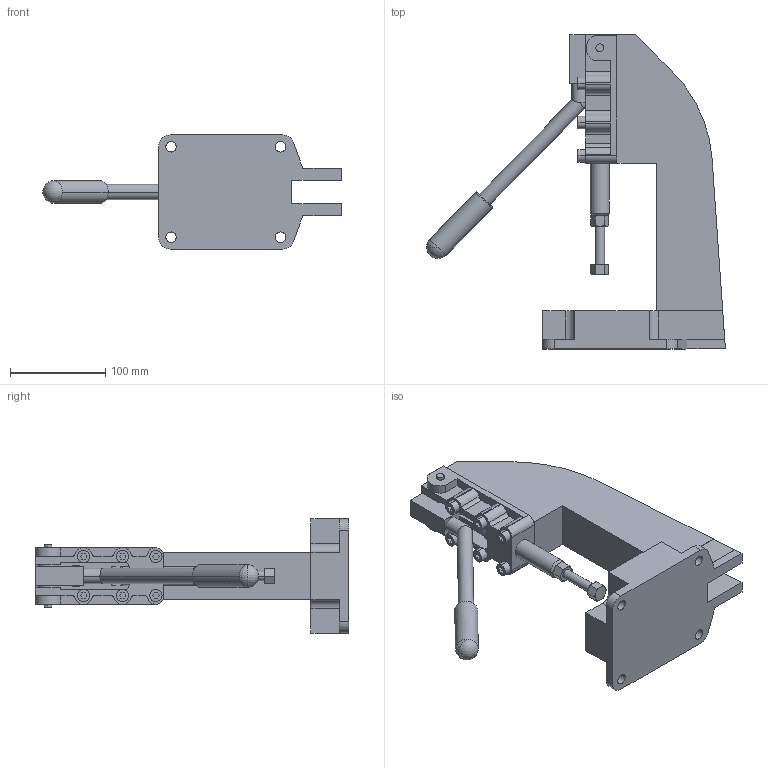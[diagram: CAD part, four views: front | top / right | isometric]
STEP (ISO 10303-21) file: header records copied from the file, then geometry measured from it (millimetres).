
FILE_DESCRIPTION( ( '' ), '1' );
FILE_NAME( 'K0095.1200 (GESCHLOSSEN).stp', '2012-10-30T10:02:32', ( '' ), ( '' ), ' ', ' ', ' ' );
FILE_SCHEMA( ( 'CONFIG_CONTROL_DESIGN' ) );
Length unit declared in the file: millimetre
Products named in the file (1): 1
Bounding box: 314 x 330 x 120 mm (x, y, z)
Volume: 1541741.1 mm3; surface area: 221011.3 mm2
Topology: 1 solids, 1 shells, 315 faces, 855 edges, 554 vertices
Faces by surface type: plane 177, cylinder 105, torus 28, sphere 3, cone 2
Entity records: 10404 total; most frequent: CARTESIAN_POINT 2277, ORIENTED_EDGE 1698, DIRECTION 1694, EDGE_CURVE 849, AXIS2_PLACEMENT_3D 591, VERTEX_POINT 554, LINE 512, VECTOR 512
